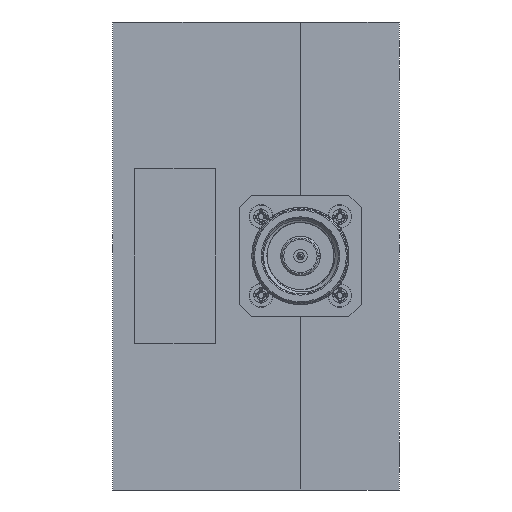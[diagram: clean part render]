
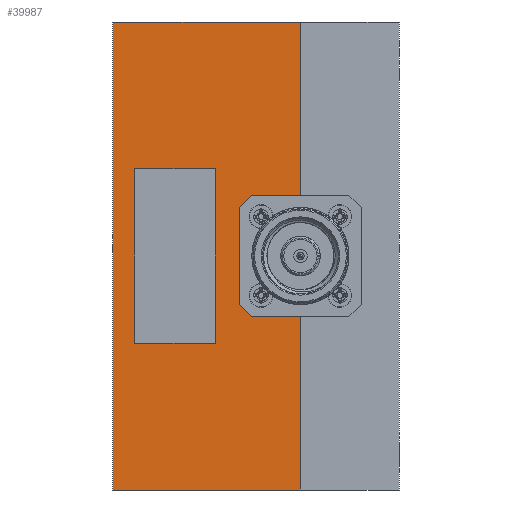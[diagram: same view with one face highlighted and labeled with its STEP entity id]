
A CAD part, left-side view. The second image highlights one B-rep face of the part: STEP entity #39987.
In plain terms, the highlighted planar face has unit normal (-1, 0, 0).
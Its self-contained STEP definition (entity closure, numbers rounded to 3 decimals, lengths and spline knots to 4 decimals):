
#635 = FACE_OUTER_BOUND ( 'NONE', #48907, .T. ) ;
#953 = VECTOR ( 'NONE', #98999, 39.3701 ) ;
#1768 = VECTOR ( 'NONE', #38444, 39.3701 ) ;
#11281 = CARTESIAN_POINT ( 'NONE',  ( 0.0004, 0., 0.5 ) ) ;
#12113 = ORIENTED_EDGE ( 'NONE', *, *, #89008, .F. ) ;
#13268 = VECTOR ( 'NONE', #30388, 39.3701 ) ;
#13295 = ORIENTED_EDGE ( 'NONE', *, *, #78209, .F. ) ;
#13533 = LINE ( 'NONE', #29608, #1768 ) ;
#13871 = LINE ( 'NONE', #103999, #67832 ) ;
#14259 = CARTESIAN_POINT ( 'NONE',  ( 0.0004, 1.5475, -1.9291 ) ) ;
#16367 = ORIENTED_EDGE ( 'NONE', *, *, #49923, .T. ) ;
#17944 = CARTESIAN_POINT ( 'NONE',  ( 0.0004, 0.5, 1.9291 ) ) ;
#18113 = ORIENTED_EDGE ( 'NONE', *, *, #79961, .F. ) ;
#18383 = LINE ( 'NONE', #78379, #23693 ) ;
#18810 = VECTOR ( 'NONE', #72072, 39.3701 ) ;
#21041 = CARTESIAN_POINT ( 'NONE',  ( 0.0004, 0., 1.9291 ) ) ;
#21221 = EDGE_CURVE ( 'NONE', #94543, #85124, #88875, .T. ) ;
#22365 = CARTESIAN_POINT ( 'NONE',  ( 0.0004, 0., 1.9291 ) ) ;
#23693 = VECTOR ( 'NONE', #27346, 39.3701 ) ;
#24223 = CARTESIAN_POINT ( 'NONE',  ( 0.0004, 0.5, 0.4 ) ) ;
#24532 = EDGE_CURVE ( 'NONE', #27555, #33466, #34664, .T. ) ;
#25460 = CARTESIAN_POINT ( 'NONE',  ( 0.0004, 0.5, -0.4 ) ) ;
#26120 = CARTESIAN_POINT ( 'NONE',  ( 0.0004, 0., -0.5 ) ) ;
#26257 = ORIENTED_EDGE ( 'NONE', *, *, #84984, .F. ) ;
#27346 = DIRECTION ( 'NONE',  ( 0., -1., 0. ) ) ;
#27555 = VERTEX_POINT ( 'NONE', #92859 ) ;
#28281 = ORIENTED_EDGE ( 'NONE', *, *, #55628, .F. ) ;
#29608 = CARTESIAN_POINT ( 'NONE',  ( 0.0004, 1.3659, -0.7175 ) ) ;
#30038 = CARTESIAN_POINT ( 'NONE',  ( 0.0004, 0., -1.9291 ) ) ;
#30342 = CARTESIAN_POINT ( 'NONE',  ( 0.0004, 0., -0.5 ) ) ;
#30388 = DIRECTION ( 'NONE',  ( 0., -1., 0. ) ) ;
#31076 = VECTOR ( 'NONE', #77600, 39.3701 ) ;
#31201 = DIRECTION ( 'NONE',  ( 0., 0., -1. ) ) ;
#32311 = LINE ( 'NONE', #44201, #46755 ) ;
#32623 = LINE ( 'NONE', #26120, #68121 ) ;
#33466 = VERTEX_POINT ( 'NONE', #14259 ) ;
#34664 = LINE ( 'NONE', #43762, #81962 ) ;
#35735 = LINE ( 'NONE', #30038, #13268 ) ;
#35886 = VERTEX_POINT ( 'NONE', #22365 ) ;
#36701 = CARTESIAN_POINT ( 'NONE',  ( 0.0004, 1.3659, 0.7175 ) ) ;
#38444 = DIRECTION ( 'NONE',  ( 0., 0., -1. ) ) ;
#38907 = EDGE_CURVE ( 'NONE', #43922, #91780, #32311, .T. ) ;
#39027 = ORIENTED_EDGE ( 'NONE', *, *, #24532, .T. ) ;
#39987 = ADVANCED_FACE ( 'NONE', ( #635, #41466 ), #50182, .F. ) ;
#40879 = VERTEX_POINT ( 'NONE', #11281 ) ;
#41466 = FACE_BOUND ( 'NONE', #100600, .T. ) ;
#43124 = VECTOR ( 'NONE', #86693, 39.3701 ) ;
#43762 = CARTESIAN_POINT ( 'NONE',  ( 0.0004, 1.5475, 1.9291 ) ) ;
#43922 = VERTEX_POINT ( 'NONE', #90564 ) ;
#44201 = CARTESIAN_POINT ( 'NONE',  ( 0.0004, 0.7023, 0.7175 ) ) ;
#45291 = DIRECTION ( 'NONE',  ( 0., 1., 0. ) ) ;
#45630 = EDGE_CURVE ( 'NONE', #33466, #94543, #35735, .T. ) ;
#46755 = VECTOR ( 'NONE', #45291, 39.3701 ) ;
#47940 = ORIENTED_EDGE ( 'NONE', *, *, #100107, .F. ) ;
#48907 = EDGE_LOOP ( 'NONE', ( #85209, #85373, #47940, #39027, #81432, #79939, #18113, #89039, #28281, #16367 ) ) ;
#49923 = EDGE_CURVE ( 'NONE', #99450, #68735, #102191, .T. ) ;
#50182 = PLANE ( 'NONE',  #82242 ) ;
#50517 = LINE ( 'NONE', #17944, #87271 ) ;
#51176 = DIRECTION ( 'NONE',  ( 0., -1., 0. ) ) ;
#53099 = CARTESIAN_POINT ( 'NONE',  ( 0.0004, 1.3659, -0.7175 ) ) ;
#53413 = DIRECTION ( 'NONE',  ( 0., 1., 0. ) ) ;
#53939 = CARTESIAN_POINT ( 'NONE',  ( 0.0004, 0., 1.9291 ) ) ;
#54648 = CARTESIAN_POINT ( 'NONE',  ( 0.0004, 0.4, -0.5 ) ) ;
#54990 = EDGE_CURVE ( 'NONE', #40879, #35886, #101793, .T. ) ;
#55157 = VERTEX_POINT ( 'NONE', #25460 ) ;
#55628 = EDGE_CURVE ( 'NONE', #99450, #55157, #50517, .T. ) ;
#55731 = DIRECTION ( 'NONE',  ( 0., 0., 1. ) ) ;
#56407 = EDGE_CURVE ( 'NONE', #74866, #55157, #63608, .T. ) ;
#59613 = ORIENTED_EDGE ( 'NONE', *, *, #38907, .F. ) ;
#61227 = CARTESIAN_POINT ( 'NONE',  ( 0.0004, 0.7023, -0.7175 ) ) ;
#63608 = LINE ( 'NONE', #105828, #18810 ) ;
#64622 = DIRECTION ( 'NONE',  ( 1., 0., 0. ) ) ;
#65283 = CARTESIAN_POINT ( 'NONE',  ( 0.0004, 0.7023, -0.7175 ) ) ;
#67832 = VECTOR ( 'NONE', #53413, 39.3701 ) ;
#68121 = VECTOR ( 'NONE', #51176, 39.3701 ) ;
#68735 = VERTEX_POINT ( 'NONE', #100205 ) ;
#68808 = CARTESIAN_POINT ( 'NONE',  ( 0.0004, 0., 1.9291 ) ) ;
#72072 = DIRECTION ( 'NONE',  ( 0., 0.707, 0.707 ) ) ;
#74866 = VERTEX_POINT ( 'NONE', #54648 ) ;
#76810 = CARTESIAN_POINT ( 'NONE',  ( 0.0004, -0.5146, 1.4146 ) ) ;
#77600 = DIRECTION ( 'NONE',  ( 0., 0., 1. ) ) ;
#78209 = EDGE_CURVE ( 'NONE', #93545, #83666, #109029, .T. ) ;
#78379 = CARTESIAN_POINT ( 'NONE',  ( 0.0004, 0., 1.9291 ) ) ;
#79939 = ORIENTED_EDGE ( 'NONE', *, *, #21221, .T. ) ;
#79961 = EDGE_CURVE ( 'NONE', #74866, #85124, #32623, .T. ) ;
#80144 = CARTESIAN_POINT ( 'NONE',  ( 0.0004, 0.7023, -0.7175 ) ) ;
#81432 = ORIENTED_EDGE ( 'NONE', *, *, #45630, .T. ) ;
#81962 = VECTOR ( 'NONE', #85586, 39.3701 ) ;
#82242 = AXIS2_PLACEMENT_3D ( 'NONE', #21041, #64622, #31201 ) ;
#83666 = VERTEX_POINT ( 'NONE', #80144 ) ;
#84984 = EDGE_CURVE ( 'NONE', #91780, #93545, #13533, .T. ) ;
#85124 = VERTEX_POINT ( 'NONE', #30342 ) ;
#85209 = ORIENTED_EDGE ( 'NONE', *, *, #107190, .F. ) ;
#85235 = DIRECTION ( 'NONE',  ( 0., 0., -1. ) ) ;
#85373 = ORIENTED_EDGE ( 'NONE', *, *, #54990, .T. ) ;
#85586 = DIRECTION ( 'NONE',  ( 0., 0., -1. ) ) ;
#86693 = DIRECTION ( 'NONE',  ( 0., -0.707, 0.707 ) ) ;
#87271 = VECTOR ( 'NONE', #85235, 39.3701 ) ;
#88875 = LINE ( 'NONE', #68808, #31076 ) ;
#89008 = EDGE_CURVE ( 'NONE', #83666, #43922, #92971, .T. ) ;
#89039 = ORIENTED_EDGE ( 'NONE', *, *, #56407, .T. ) ;
#90564 = CARTESIAN_POINT ( 'NONE',  ( 0.0004, 0.7023, 0.7175 ) ) ;
#91780 = VERTEX_POINT ( 'NONE', #36701 ) ;
#92859 = CARTESIAN_POINT ( 'NONE',  ( 0.0004, 1.5475, 1.9291 ) ) ;
#92971 = LINE ( 'NONE', #65283, #953 ) ;
#93488 = DIRECTION ( 'NONE',  ( 0., -1., 0. ) ) ;
#93545 = VERTEX_POINT ( 'NONE', #53099 ) ;
#94543 = VERTEX_POINT ( 'NONE', #108832 ) ;
#98999 = DIRECTION ( 'NONE',  ( 0., 0., 1. ) ) ;
#99450 = VERTEX_POINT ( 'NONE', #24223 ) ;
#100107 = EDGE_CURVE ( 'NONE', #27555, #35886, #18383, .T. ) ;
#100205 = CARTESIAN_POINT ( 'NONE',  ( 0.0004, 0.4, 0.5 ) ) ;
#100600 = EDGE_LOOP ( 'NONE', ( #59613, #12113, #13295, #26257 ) ) ;
#101793 = LINE ( 'NONE', #53939, #107055 ) ;
#102191 = LINE ( 'NONE', #76810, #43124 ) ;
#103999 = CARTESIAN_POINT ( 'NONE',  ( 0.0004, 0., 0.5 ) ) ;
#105059 = VECTOR ( 'NONE', #93488, 39.3701 ) ;
#105828 = CARTESIAN_POINT ( 'NONE',  ( 0.0004, 1.4146, 0.5146 ) ) ;
#107055 = VECTOR ( 'NONE', #55731, 39.3701 ) ;
#107190 = EDGE_CURVE ( 'NONE', #40879, #68735, #13871, .T. ) ;
#108832 = CARTESIAN_POINT ( 'NONE',  ( 0.0004, 0., -1.9291 ) ) ;
#109029 = LINE ( 'NONE', #61227, #105059 ) ;
